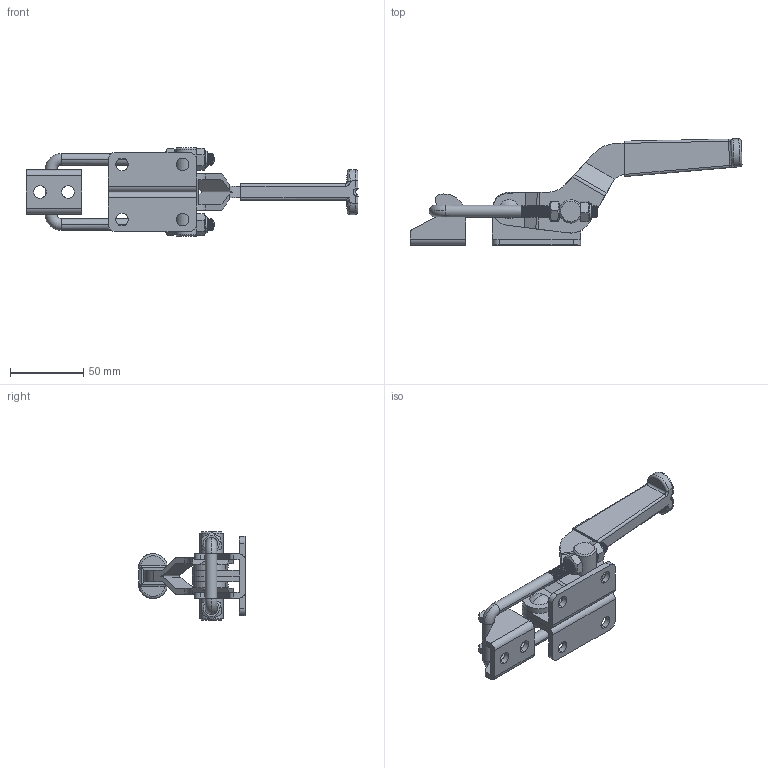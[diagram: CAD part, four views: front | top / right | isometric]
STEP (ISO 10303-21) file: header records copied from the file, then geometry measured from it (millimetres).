
FILE_DESCRIPTION (( 'STEP AP203' ), '1' );
FILE_NAME ('CH-40341.STEP', '2019-04-09T06:43:10', ( 'User' ), ( 'china' ), 'SwSTEP 2.0', 'SolidWorks 2018', '' );
FILE_SCHEMA (( 'CONFIG_CONTROL_DESIGN' ));
Length unit declared in the file: millimetre
Products named in the file (10): M8 NUT; M8 LOCK NUT; CH-40341-04 PERMANENT SEAT; CH-40341-01 BASE; CH-40341; CH-40341-03 HANDLE; CH-40341-06; CH-40341-05 ROTOR; CH-40341-02 HOOK; CH-40341-07
Assembly tree (11 placements, depth 2):
  CH-40341
    CH-40341-01 BASE
    CH-40341-03 HANDLE
    CH-40341-06
    CH-40341-05 ROTOR
    CH-40341-02 HOOK
    CH-40341-07
    M8 NUT  x2
    M8 LOCK NUT  x2
    CH-40341-04 PERMANENT SEAT
Bounding box: 226.23 x 72.36 x 60.2 mm (x, y, z)
Volume: 95761.7 mm3; surface area: 52917.8 mm2
Topology: 12 solids, 12 shells, 1601 faces, 4128 edges, 2571 vertices
Faces by surface type: plane 754, cylinder 602, bspline 186, cone 37, torus 16, sphere 6
Entity records: 64257 total; most frequent: CARTESIAN_POINT 27817, ORIENTED_EDGE 7928, DIRECTION 6790, EDGE_CURVE 3964, VERTEX_POINT 2467, AXIS2_PLACEMENT_3D 2357, LINE 2076, VECTOR 2076
